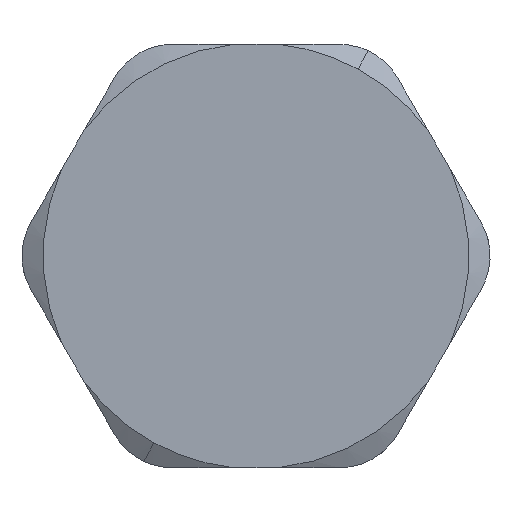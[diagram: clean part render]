
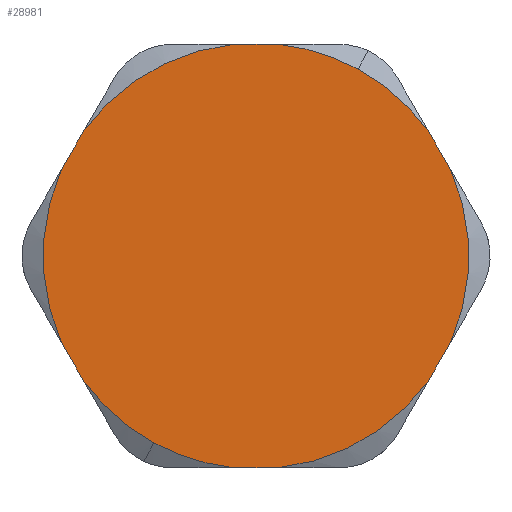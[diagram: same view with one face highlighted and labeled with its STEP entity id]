
A CAD part, top view. The second image highlights one B-rep face of the part: STEP entity #28981.
In plain terms, the highlighted planar face has unit normal (0, 0, 1).
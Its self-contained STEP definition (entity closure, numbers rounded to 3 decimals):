
#1334=CARTESIAN_POINT('Axis2P3D Location',(0.,0.,8.5)) ;
#1338=CARTESIAN_POINT('Vertex',(14.957,-10.887,8.5)) ;
#1340=CARTESIAN_POINT('Vertex',(1.95,-18.397,8.5)) ;
#1372=CARTESIAN_POINT('Vertex',(16.907,-7.51,8.5)) ;
#1377=CARTESIAN_POINT('Line Origine',(15.932,-9.198,8.5)) ;
#1545=CARTESIAN_POINT('Line Origine',(0.,-18.397,8.5)) ;
#1549=CARTESIAN_POINT('Vertex',(-1.95,-18.397,8.5)) ;
#1705=CARTESIAN_POINT('Axis2P3D Location',(0.,0.,8.5)) ;
#1709=CARTESIAN_POINT('Vertex',(16.907,7.51,8.5)) ;
#2670=CARTESIAN_POINT('Axis2P3D Location',(0.,0.,8.5)) ;
#2674=CARTESIAN_POINT('Vertex',(-8.869,-16.235,8.5)) ;
#2699=CARTESIAN_POINT('Vertex',(14.957,10.887,8.5)) ;
#2704=CARTESIAN_POINT('Line Origine',(15.932,9.198,8.5)) ;
#2739=CARTESIAN_POINT('Vertex',(8.869,16.235,8.5)) ;
#2742=CARTESIAN_POINT('Axis2P3D Location',(0.,0.,8.5)) ;
#2761=CARTESIAN_POINT('Axis2P3D Location',(0.,0.,8.5)) ;
#2765=CARTESIAN_POINT('Vertex',(1.95,18.397,8.5)) ;
#2800=CARTESIAN_POINT('Vertex',(-1.95,18.397,8.5)) ;
#2805=CARTESIAN_POINT('Line Origine',(0.,18.397,8.5)) ;
#2841=CARTESIAN_POINT('Axis2P3D Location',(0.,0.,8.5)) ;
#2845=CARTESIAN_POINT('Vertex',(-14.957,10.887,8.5)) ;
#2881=CARTESIAN_POINT('Vertex',(-16.907,7.51,8.5)) ;
#2886=CARTESIAN_POINT('Line Origine',(-15.932,9.198,8.5)) ;
#2922=CARTESIAN_POINT('Axis2P3D Location',(0.,0.,8.5)) ;
#2926=CARTESIAN_POINT('Vertex',(-16.907,-7.51,8.5)) ;
#2962=CARTESIAN_POINT('Vertex',(-14.957,-10.887,8.5)) ;
#2965=CARTESIAN_POINT('Line Origine',(-15.932,-9.198,8.5)) ;
#2994=CARTESIAN_POINT('Axis2P3D Location',(0.,0.,8.5)) ;
#28960=CARTESIAN_POINT('Axis2P3D Location',(0.,-18.5,8.5)) ;
#1335=DIRECTION('Axis2P3D Direction',(0.,-0.,-1.)) ;
#1378=DIRECTION('Vector Direction',(-0.5,-0.866,0.)) ;
#1546=DIRECTION('Vector Direction',(-1.,0.,0.)) ;
#1706=DIRECTION('Axis2P3D Direction',(0.,-0.,-1.)) ;
#2671=DIRECTION('Axis2P3D Direction',(0.,-0.,-1.)) ;
#2705=DIRECTION('Vector Direction',(0.5,-0.866,0.)) ;
#2743=DIRECTION('Axis2P3D Direction',(0.,-0.,-1.)) ;
#2762=DIRECTION('Axis2P3D Direction',(0.,-0.,-1.)) ;
#2806=DIRECTION('Vector Direction',(1.,0.,0.)) ;
#2842=DIRECTION('Axis2P3D Direction',(0.,-0.,-1.)) ;
#2887=DIRECTION('Vector Direction',(0.5,0.866,0.)) ;
#2923=DIRECTION('Axis2P3D Direction',(0.,-0.,-1.)) ;
#2966=DIRECTION('Vector Direction',(-0.5,0.866,0.)) ;
#2995=DIRECTION('Axis2P3D Direction',(0.,-0.,-1.)) ;
#28961=DIRECTION('Axis2P3D Direction',(0.,-0.,-1.)) ;
#28962=DIRECTION('Axis2P3D XDirection',(1.,0.,0.)) ;
#1336=AXIS2_PLACEMENT_3D('Circle Axis2P3D',#1334,#1335,$) ;
#1707=AXIS2_PLACEMENT_3D('Circle Axis2P3D',#1705,#1706,$) ;
#2672=AXIS2_PLACEMENT_3D('Circle Axis2P3D',#2670,#2671,$) ;
#2744=AXIS2_PLACEMENT_3D('Circle Axis2P3D',#2742,#2743,$) ;
#2763=AXIS2_PLACEMENT_3D('Circle Axis2P3D',#2761,#2762,$) ;
#2843=AXIS2_PLACEMENT_3D('Circle Axis2P3D',#2841,#2842,$) ;
#2924=AXIS2_PLACEMENT_3D('Circle Axis2P3D',#2922,#2923,$) ;
#2996=AXIS2_PLACEMENT_3D('Circle Axis2P3D',#2994,#2995,$) ;
#28963=AXIS2_PLACEMENT_3D('Plane Axis2P3D',#28960,#28961,#28962) ;
#28966=ORIENTED_EDGE('',*,*,#2746,.F.) ;
#28967=ORIENTED_EDGE('',*,*,#2767,.F.) ;
#28968=ORIENTED_EDGE('',*,*,#2809,.F.) ;
#28969=ORIENTED_EDGE('',*,*,#2847,.F.) ;
#28970=ORIENTED_EDGE('',*,*,#2890,.F.) ;
#28971=ORIENTED_EDGE('',*,*,#2928,.F.) ;
#28972=ORIENTED_EDGE('',*,*,#2969,.T.) ;
#28973=ORIENTED_EDGE('',*,*,#2998,.F.) ;
#28974=ORIENTED_EDGE('',*,*,#2676,.F.) ;
#28975=ORIENTED_EDGE('',*,*,#1551,.F.) ;
#28976=ORIENTED_EDGE('',*,*,#1342,.F.) ;
#28977=ORIENTED_EDGE('',*,*,#1381,.F.) ;
#28978=ORIENTED_EDGE('',*,*,#1711,.F.) ;
#28979=ORIENTED_EDGE('',*,*,#2708,.T.) ;
#1379=VECTOR('Line Direction',#1378,1.) ;
#1547=VECTOR('Line Direction',#1546,1.) ;
#2706=VECTOR('Line Direction',#2705,1.) ;
#2807=VECTOR('Line Direction',#2806,1.) ;
#2888=VECTOR('Line Direction',#2887,1.) ;
#2967=VECTOR('Line Direction',#2966,1.) ;
#28981=ADVANCED_FACE('PartBody',(#28980),#28964,.F.) ;
#1337=CIRCLE('generated circle',#1336,18.5) ;
#1708=CIRCLE('generated circle',#1707,18.5) ;
#2673=CIRCLE('generated circle',#2672,18.5) ;
#2745=CIRCLE('generated circle',#2744,18.5) ;
#2764=CIRCLE('generated circle',#2763,18.5) ;
#2844=CIRCLE('generated circle',#2843,18.5) ;
#2925=CIRCLE('generated circle',#2924,18.5) ;
#2997=CIRCLE('generated circle',#2996,18.5) ;
#1342=EDGE_CURVE('',#1339,#1341,#1337,.T.) ;
#1381=EDGE_CURVE('',#1373,#1339,#1380,.T.) ;
#1551=EDGE_CURVE('',#1341,#1550,#1548,.T.) ;
#1711=EDGE_CURVE('',#1710,#1373,#1708,.T.) ;
#2676=EDGE_CURVE('',#1550,#2675,#2673,.T.) ;
#2708=EDGE_CURVE('',#1710,#2700,#2707,.F.) ;
#2746=EDGE_CURVE('',#2740,#2700,#2745,.T.) ;
#2767=EDGE_CURVE('',#2766,#2740,#2764,.T.) ;
#2809=EDGE_CURVE('',#2801,#2766,#2808,.T.) ;
#2847=EDGE_CURVE('',#2846,#2801,#2844,.T.) ;
#2890=EDGE_CURVE('',#2882,#2846,#2889,.T.) ;
#2928=EDGE_CURVE('',#2927,#2882,#2925,.T.) ;
#2969=EDGE_CURVE('',#2927,#2963,#2968,.F.) ;
#2998=EDGE_CURVE('',#2675,#2963,#2997,.T.) ;
#28965=EDGE_LOOP('',(#28966,#28967,#28968,#28969,#28970,#28971,#28972,#28973,#28974,#28975,#28976,#28977,#28978,#28979)) ;
#28980=FACE_OUTER_BOUND('',#28965,.T.) ;
#1380=LINE('Line',#1377,#1379) ;
#1548=LINE('Line',#1545,#1547) ;
#2707=LINE('Line',#2704,#2706) ;
#2808=LINE('Line',#2805,#2807) ;
#2889=LINE('Line',#2886,#2888) ;
#2968=LINE('Line',#2965,#2967) ;
#28964=PLANE('',#28963) ;
#1339=VERTEX_POINT('',#1338) ;
#1341=VERTEX_POINT('',#1340) ;
#1373=VERTEX_POINT('',#1372) ;
#1550=VERTEX_POINT('',#1549) ;
#1710=VERTEX_POINT('',#1709) ;
#2675=VERTEX_POINT('',#2674) ;
#2700=VERTEX_POINT('',#2699) ;
#2740=VERTEX_POINT('',#2739) ;
#2766=VERTEX_POINT('',#2765) ;
#2801=VERTEX_POINT('',#2800) ;
#2846=VERTEX_POINT('',#2845) ;
#2882=VERTEX_POINT('',#2881) ;
#2927=VERTEX_POINT('',#2926) ;
#2963=VERTEX_POINT('',#2962) ;
